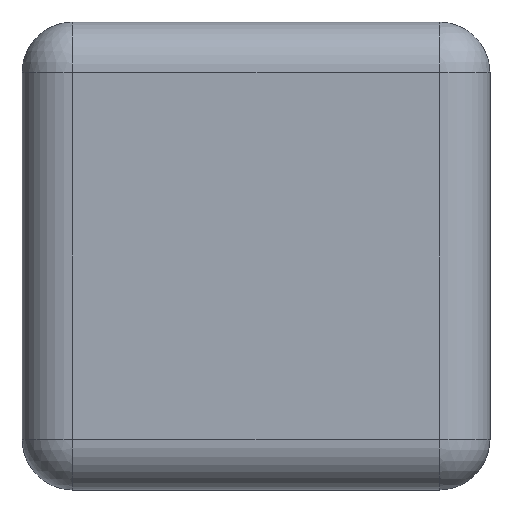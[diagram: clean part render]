
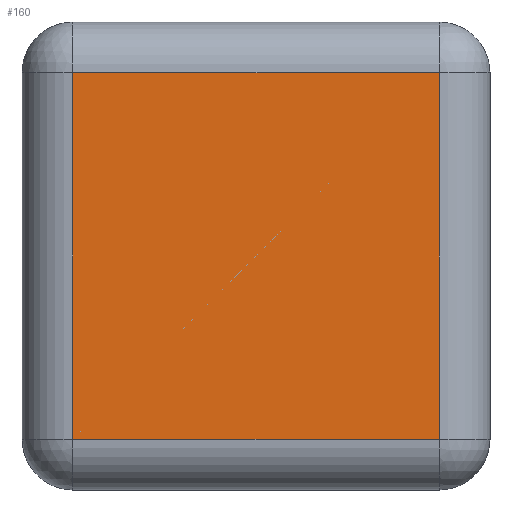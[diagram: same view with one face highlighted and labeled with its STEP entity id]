
A CAD part, left-side view. The second image highlights one B-rep face of the part: STEP entity #160.
In plain terms, the highlighted planar face has unit normal (-1, 0, 0).
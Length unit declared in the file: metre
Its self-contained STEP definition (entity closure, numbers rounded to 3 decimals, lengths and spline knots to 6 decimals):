
#160 = ADVANCED_FACE( '', ( #341 ), #342, .F. );
#341 = FACE_OUTER_BOUND( '', #544, .T. );
#342 = PLANE( '', #545 );
#544 = EDGE_LOOP( '', ( #887, #888, #889, #890 ) );
#545 = AXIS2_PLACEMENT_3D( '', #891, #892, #893 );
#887 = ORIENTED_EDGE( '', *, *, #1243, .T. );
#888 = ORIENTED_EDGE( '', *, *, #1164, .T. );
#889 = ORIENTED_EDGE( '', *, *, #1244, .T. );
#890 = ORIENTED_EDGE( '', *, *, #1245, .T. );
#891 = CARTESIAN_POINT( '', ( -0.00001, 0.00091, -0.00091 ) );
#892 = DIRECTION( '', ( 1., 0., 0. ) );
#893 = DIRECTION( '', ( 0., 0., -1. ) );
#1164 = EDGE_CURVE( '', #1375, #1373, #1376, .F. );
#1243 = EDGE_CURVE( '', #1483, #1375, #1484, .T. );
#1244 = EDGE_CURVE( '', #1373, #1485, #1486, .F. );
#1245 = EDGE_CURVE( '', #1485, #1483, #1487, .T. );
#1373 = VERTEX_POINT( '', #1633 );
#1375 = VERTEX_POINT( '', #1635 );
#1376 = LINE( '', #1636, #1637 );
#1483 = VERTEX_POINT( '', #1776 );
#1484 = LINE( '', #1777, #1778 );
#1485 = VERTEX_POINT( '', #1779 );
#1486 = LINE( '', #1780, #1781 );
#1487 = LINE( '', #1782, #1783 );
#1633 = CARTESIAN_POINT( '', ( -0.00001, 0.00081, -0.00009 ) );
#1635 = CARTESIAN_POINT( '', ( -0.00001, 0.00009, -0.00009 ) );
#1636 = CARTESIAN_POINT( '', ( -0.00001, 0.00091, -0.00009 ) );
#1637 = VECTOR( '', #1928, 1. );
#1776 = CARTESIAN_POINT( '', ( -0.00001, 0.00009, -0.00081 ) );
#1777 = CARTESIAN_POINT( '', ( -0.00001, 0.00009, -0.00091 ) );
#1778 = VECTOR( '', #2030, 1. );
#1779 = CARTESIAN_POINT( '', ( -0.00001, 0.00081, -0.00081 ) );
#1780 = CARTESIAN_POINT( '', ( -0.00001, 0.00081, -0.00091 ) );
#1781 = VECTOR( '', #2031, 1. );
#1782 = CARTESIAN_POINT( '', ( -0.00001, 0.00091, -0.00081 ) );
#1783 = VECTOR( '', #2032, 1. );
#1928 = DIRECTION( '', ( 0., -1., 0. ) );
#2030 = DIRECTION( '', ( 0., 0., 1. ) );
#2031 = DIRECTION( '', ( 0., 0., 1. ) );
#2032 = DIRECTION( '', ( 0., -1., 0. ) );
